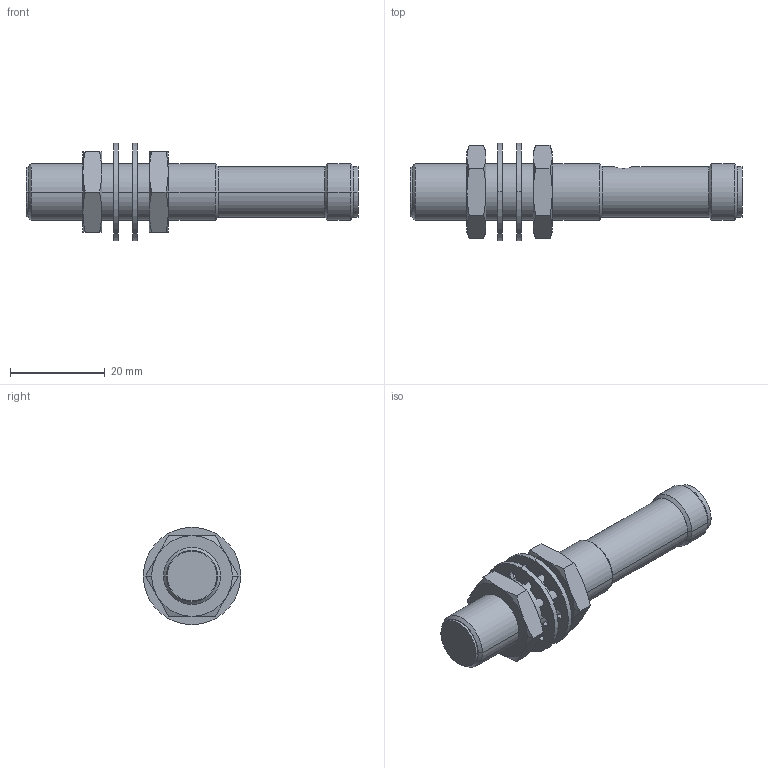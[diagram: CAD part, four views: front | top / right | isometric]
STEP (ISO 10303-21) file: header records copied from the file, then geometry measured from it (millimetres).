
FILE_DESCRIPTION( ( '' ), '1' );
FILE_NAME( 'bes_516_325_s_4_c.stp', '2005-04-06T14:47:15', ( '' ), ( '' ), ' ', ' ', ' ' );
FILE_SCHEMA( ( 'CONFIG_CONTROL_DESIGN' ) );
Length unit declared in the file: millimetre
Products named in the file (5): 1; 2; 3; 4; 5
Bounding box: 70 x 20.5 x 20.5 mm (x, y, z)
Volume: 8421.3 mm3; surface area: 5326.3 mm2
Topology: 5 solids, 5 shells, 202 faces, 492 edges, 309 vertices
Faces by surface type: plane 75, cylinder 71, cone 56
Entity records: 6168 total; most frequent: CARTESIAN_POINT 1171, DIRECTION 1053, ORIENTED_EDGE 984, EDGE_CURVE 492, AXIS2_PLACEMENT_3D 405, VERTEX_POINT 309, LINE 243, VECTOR 243
